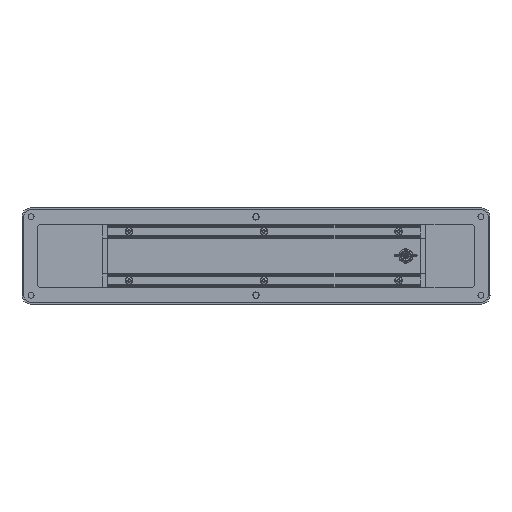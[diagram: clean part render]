
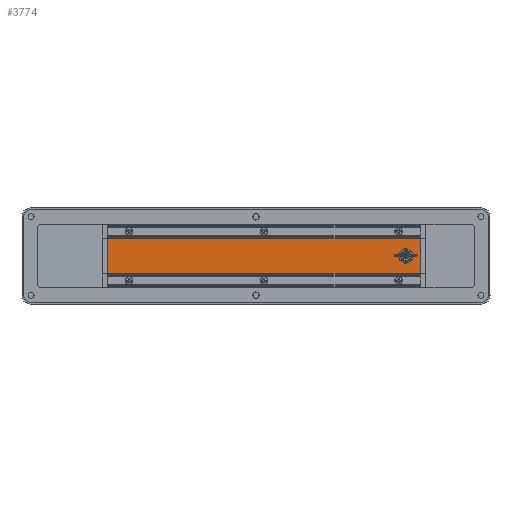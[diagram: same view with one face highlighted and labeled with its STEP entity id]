
A CAD part, front view. The second image highlights one B-rep face of the part: STEP entity #3774.
In plain terms, the highlighted planar face has unit normal (0, -1, 0).
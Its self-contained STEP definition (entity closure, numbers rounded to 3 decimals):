
#143 = VERTEX_POINT ( 'NONE', #2686 ) ;
#445 = FACE_BOUND ( 'NONE', #5578, .T. ) ;
#929 = CARTESIAN_POINT ( 'NONE',  ( 124.5, 6., 4. ) ) ;
#2324 = CARTESIAN_POINT ( 'NONE',  ( -123.5, 6., 0. ) ) ;
#2539 = CARTESIAN_POINT ( 'NONE',  ( 124.5, 6., 0. ) ) ;
#2686 = CARTESIAN_POINT ( 'NONE',  ( -123.5, 6., -14.8 ) ) ;
#2963 = CIRCLE ( 'NONE', #13594, 4. ) ;
#3429 = VECTOR ( 'NONE', #8123, 1000. ) ;
#3433 = VERTEX_POINT ( 'NONE', #9721 ) ;
#3769 = LINE ( 'NONE', #9572, #13174 ) ;
#3774 = ADVANCED_FACE ( 'NONE', ( #13464, #445 ), #6234, .F. ) ;
#4190 = CARTESIAN_POINT ( 'NONE',  ( -150., 6., -14.8 ) ) ;
#4458 = DIRECTION ( 'NONE',  ( 1., 0., 0. ) ) ;
#4800 = DIRECTION ( 'NONE',  ( 0., 0., 1. ) ) ;
#5578 = EDGE_LOOP ( 'NONE', ( #18524, #16727 ) ) ;
#5725 = CARTESIAN_POINT ( 'NONE',  ( 124.5, 6., -4. ) ) ;
#6234 = PLANE ( 'NONE',  #17653 ) ;
#7048 = CARTESIAN_POINT ( 'NONE',  ( 124.5, 6., 0. ) ) ;
#7060 = ORIENTED_EDGE ( 'NONE', *, *, #8005, .F. ) ;
#8005 = EDGE_CURVE ( 'NONE', #3433, #8153, #3769, .T. ) ;
#8066 = VECTOR ( 'NONE', #4458, 1000. ) ;
#8123 = DIRECTION ( 'NONE',  ( 0., 0., -1. ) ) ;
#8153 = VERTEX_POINT ( 'NONE', #17276 ) ;
#8342 = DIRECTION ( 'NONE',  ( 0., -1., 0. ) ) ;
#9572 = CARTESIAN_POINT ( 'NONE',  ( 136.5, 6., 0. ) ) ;
#9721 = CARTESIAN_POINT ( 'NONE',  ( 136.5, 6., 14.8 ) ) ;
#9995 = DIRECTION ( 'NONE',  ( -1., 0., 0. ) ) ;
#10070 = ORIENTED_EDGE ( 'NONE', *, *, #16198, .T. ) ;
#11693 = LINE ( 'NONE', #17503, #8066 ) ;
#12041 = CARTESIAN_POINT ( 'NONE',  ( -150., 6., 15.1 ) ) ;
#12858 = DIRECTION ( 'NONE',  ( 0., -1., 0. ) ) ;
#12860 = EDGE_CURVE ( 'NONE', #14140, #18699, #2963, .T. ) ;
#13174 = VECTOR ( 'NONE', #15381, 1000. ) ;
#13196 = VERTEX_POINT ( 'NONE', #15320 ) ;
#13464 = FACE_OUTER_BOUND ( 'NONE', #17592, .T. ) ;
#13594 = AXIS2_PLACEMENT_3D ( 'NONE', #7048, #12858, #18688 ) ;
#13772 = CIRCLE ( 'NONE', #16203, 4. ) ;
#14140 = VERTEX_POINT ( 'NONE', #5725 ) ;
#14144 = DIRECTION ( 'NONE',  ( 0., 0., -1. ) ) ;
#14937 = EDGE_CURVE ( 'NONE', #18699, #14140, #13772, .T. ) ;
#15320 = CARTESIAN_POINT ( 'NONE',  ( -123.5, 6., 14.8 ) ) ;
#15357 = LINE ( 'NONE', #2324, #3429 ) ;
#15381 = DIRECTION ( 'NONE',  ( 0., 0., -1. ) ) ;
#15863 = ORIENTED_EDGE ( 'NONE', *, *, #18430, .F. ) ;
#16198 = EDGE_CURVE ( 'NONE', #13196, #143, #15357, .T. ) ;
#16203 = AXIS2_PLACEMENT_3D ( 'NONE', #2539, #8342, #14144 ) ;
#16492 = ORIENTED_EDGE ( 'NONE', *, *, #16772, .F. ) ;
#16727 = ORIENTED_EDGE ( 'NONE', *, *, #14937, .F. ) ;
#16772 = EDGE_CURVE ( 'NONE', #8153, #143, #17235, .T. ) ;
#17235 = LINE ( 'NONE', #4190, #18050 ) ;
#17276 = CARTESIAN_POINT ( 'NONE',  ( 136.5, 6., -14.8 ) ) ;
#17503 = CARTESIAN_POINT ( 'NONE',  ( -150., 6., 14.8 ) ) ;
#17592 = EDGE_LOOP ( 'NONE', ( #10070, #16492, #7060, #15863 ) ) ;
#17653 = AXIS2_PLACEMENT_3D ( 'NONE', #12041, #17858, #4800 ) ;
#17858 = DIRECTION ( 'NONE',  ( 0., 1., 0. ) ) ;
#18050 = VECTOR ( 'NONE', #9995, 1000. ) ;
#18430 = EDGE_CURVE ( 'NONE', #13196, #3433, #11693, .T. ) ;
#18524 = ORIENTED_EDGE ( 'NONE', *, *, #12860, .F. ) ;
#18688 = DIRECTION ( 'NONE',  ( 0., 0., -1. ) ) ;
#18699 = VERTEX_POINT ( 'NONE', #929 ) ;
